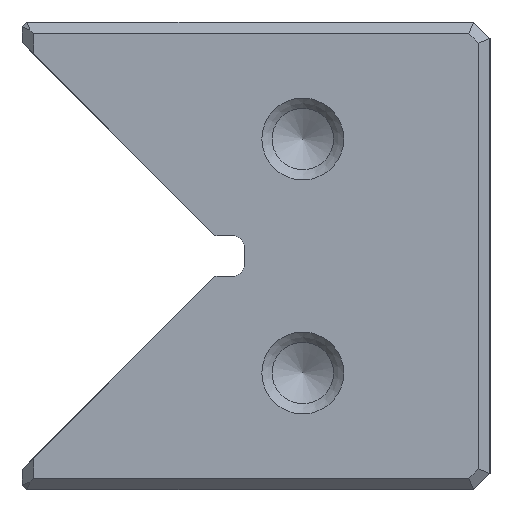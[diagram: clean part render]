
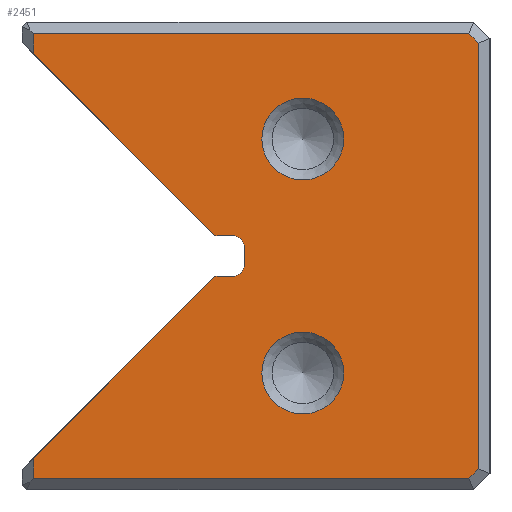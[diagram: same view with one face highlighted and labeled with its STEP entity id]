
A CAD part, left-side view. The second image highlights one B-rep face of the part: STEP entity #2451.
In plain terms, the highlighted planar face has unit normal (-1, 0, 0).
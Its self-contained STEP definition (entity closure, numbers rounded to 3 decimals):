
#2451=ADVANCED_FACE('',(#3113,#3114,#3115),#2808,.T.);
#2808=PLANE('',#8438);
#3046=CIRCLE('',#8434,3.5);
#3047=CIRCLE('',#8435,3.5);
#3048=CIRCLE('',#8436,1.);
#3049=CIRCLE('',#8437,1.);
#3113=FACE_BOUND('',#3235,.T.);
#3114=FACE_BOUND('',#3236,.T.);
#3115=FACE_BOUND('',#3237,.T.);
#3235=EDGE_LOOP('',(#4055));
#3236=EDGE_LOOP('',(#4056));
#3237=EDGE_LOOP('',(#4057,#4058,#4059,#4060,#4061,#4062,#4063,#4064,#4065,
#4066,#4067,#4068,#4069,#4070));
#4055=ORIENTED_EDGE('',*,*,#6439,.T.);
#4056=ORIENTED_EDGE('',*,*,#6440,.T.);
#4057=ORIENTED_EDGE('',*,*,#6441,.T.);
#4058=ORIENTED_EDGE('',*,*,#6442,.T.);
#4059=ORIENTED_EDGE('',*,*,#6443,.T.);
#4060=ORIENTED_EDGE('',*,*,#6444,.T.);
#4061=ORIENTED_EDGE('',*,*,#6445,.T.);
#4062=ORIENTED_EDGE('',*,*,#6446,.T.);
#4063=ORIENTED_EDGE('',*,*,#6447,.T.);
#4064=ORIENTED_EDGE('',*,*,#6448,.T.);
#4065=ORIENTED_EDGE('',*,*,#6449,.T.);
#4066=ORIENTED_EDGE('',*,*,#6450,.T.);
#4067=ORIENTED_EDGE('',*,*,#6451,.T.);
#4068=ORIENTED_EDGE('',*,*,#6452,.T.);
#4069=ORIENTED_EDGE('',*,*,#6453,.F.);
#4070=ORIENTED_EDGE('',*,*,#6454,.F.);
#5835=VERTEX_POINT('',#10747);
#5836=VERTEX_POINT('',#10749);
#5837=VERTEX_POINT('',#10751);
#5838=VERTEX_POINT('',#10752);
#5839=VERTEX_POINT('',#10754);
#5840=VERTEX_POINT('',#10756);
#5841=VERTEX_POINT('',#10758);
#5842=VERTEX_POINT('',#10760);
#5843=VERTEX_POINT('',#10762);
#5844=VERTEX_POINT('',#10764);
#5845=VERTEX_POINT('',#10766);
#5846=VERTEX_POINT('',#10768);
#5847=VERTEX_POINT('',#10770);
#5848=VERTEX_POINT('',#10772);
#5849=VERTEX_POINT('',#10774);
#5850=VERTEX_POINT('',#10776);
#6439=EDGE_CURVE('',#5835,#5835,#3046,.T.);
#6440=EDGE_CURVE('',#5836,#5836,#3047,.T.);
#6441=EDGE_CURVE('',#5837,#5838,#7249,.T.);
#6442=EDGE_CURVE('',#5838,#5839,#7250,.T.);
#6443=EDGE_CURVE('',#5839,#5840,#7251,.T.);
#6444=EDGE_CURVE('',#5840,#5841,#7252,.T.);
#6445=EDGE_CURVE('',#5841,#5842,#7253,.T.);
#6446=EDGE_CURVE('',#5842,#5843,#7254,.T.);
#6447=EDGE_CURVE('',#5843,#5844,#7255,.T.);
#6448=EDGE_CURVE('',#5844,#5845,#7256,.T.);
#6449=EDGE_CURVE('',#5845,#5846,#7257,.T.);
#6450=EDGE_CURVE('',#5846,#5847,#3048,.T.);
#6451=EDGE_CURVE('',#5847,#5848,#7258,.T.);
#6452=EDGE_CURVE('',#5848,#5849,#3049,.T.);
#6453=EDGE_CURVE('',#5850,#5849,#7259,.T.);
#6454=EDGE_CURVE('',#5837,#5850,#7260,.T.);
#7249=LINE('',#10750,#7919);
#7250=LINE('',#10753,#7920);
#7251=LINE('',#10755,#7921);
#7252=LINE('',#10757,#7922);
#7253=LINE('',#10759,#7923);
#7254=LINE('',#10761,#7924);
#7255=LINE('',#10763,#7925);
#7256=LINE('',#10765,#7926);
#7257=LINE('',#10767,#7927);
#7258=LINE('',#10771,#7928);
#7259=LINE('',#10775,#7929);
#7260=LINE('',#10777,#7930);
#7919=VECTOR('',#8917,1.);
#7920=VECTOR('',#8918,1.);
#7921=VECTOR('',#8919,1.);
#7922=VECTOR('',#8920,1.);
#7923=VECTOR('',#8921,1.);
#7924=VECTOR('',#8922,1.);
#7925=VECTOR('',#8923,1.);
#7926=VECTOR('',#8924,1.);
#7927=VECTOR('',#8925,1.);
#7928=VECTOR('',#8928,1.);
#7929=VECTOR('',#8931,1.);
#7930=VECTOR('',#8932,1.);
#8434=AXIS2_PLACEMENT_3D('',#10746,#8913,#8914);
#8435=AXIS2_PLACEMENT_3D('',#10748,#8915,#8916);
#8436=AXIS2_PLACEMENT_3D('',#10769,#8926,#8927);
#8437=AXIS2_PLACEMENT_3D('',#10773,#8929,#8930);
#8438=AXIS2_PLACEMENT_3D('',#10778,#8933,#8934);
#8913=DIRECTION('',(1.,0.,0.));
#8914=DIRECTION('',(0.,0.,1.));
#8915=DIRECTION('',(1.,0.,0.));
#8916=DIRECTION('',(0.,0.,1.));
#8917=DIRECTION('',(0.,0.,-1.));
#8918=DIRECTION('',(0.,-1.,0.));
#8919=DIRECTION('',(0.,-0.707,0.707));
#8920=DIRECTION('',(0.,0.,1.));
#8921=DIRECTION('',(0.,0.707,0.707));
#8922=DIRECTION('',(0.,1.,0.));
#8923=DIRECTION('',(0.,0.,-1.));
#8924=DIRECTION('',(0.,-0.707,-0.707));
#8925=DIRECTION('',(0.,-1.,0.));
#8926=DIRECTION('',(1.,0.,0.));
#8927=DIRECTION('',(0.,0.,1.));
#8928=DIRECTION('',(0.,0.,-1.));
#8929=DIRECTION('',(1.,0.,0.));
#8930=DIRECTION('',(0.,0.,1.));
#8931=DIRECTION('',(0.,-1.,0.));
#8932=DIRECTION('',(0.,-0.707,0.707));
#8933=DIRECTION('',(-1.,0.,0.));
#8934=DIRECTION('',(0.,0.,-1.));
#10746=CARTESIAN_POINT('',(0.,16.,30.));
#10747=CARTESIAN_POINT('',(0.,16.,33.5));
#10748=CARTESIAN_POINT('',(0.,16.,10.));
#10749=CARTESIAN_POINT('',(0.,16.,13.5));
#10750=CARTESIAN_POINT('',(0.,39.,0.));
#10751=CARTESIAN_POINT('',(0.,39.,2.758));
#10752=CARTESIAN_POINT('',(0.,39.,1.));
#10753=CARTESIAN_POINT('',(0.,20.,1.));
#10754=CARTESIAN_POINT('',(0.,1.814,1.));
#10755=CARTESIAN_POINT('',(0.,11.407,-8.593));
#10756=CARTESIAN_POINT('',(0.,1.,1.814));
#10757=CARTESIAN_POINT('',(0.,1.,0.));
#10758=CARTESIAN_POINT('',(0.,1.,38.186));
#10759=CARTESIAN_POINT('',(0.,-8.593,28.593));
#10760=CARTESIAN_POINT('',(0.,1.814,39.));
#10761=CARTESIAN_POINT('',(0.,20.,39.));
#10762=CARTESIAN_POINT('',(0.,39.,39.));
#10763=CARTESIAN_POINT('',(0.,39.,0.));
#10764=CARTESIAN_POINT('',(0.,39.,37.242));
#10765=CARTESIAN_POINT('',(0.,40.,38.242));
#10766=CARTESIAN_POINT('',(0.,23.508,21.75));
#10767=CARTESIAN_POINT('',(0.,21.,21.75));
#10768=CARTESIAN_POINT('',(0.,22.,21.75));
#10769=CARTESIAN_POINT('',(0.,22.,20.75));
#10770=CARTESIAN_POINT('',(0.,21.,20.75));
#10771=CARTESIAN_POINT('',(0.,21.,21.75));
#10772=CARTESIAN_POINT('',(0.,21.,19.25));
#10773=CARTESIAN_POINT('',(0.,22.,19.25));
#10774=CARTESIAN_POINT('',(0.,22.,18.25));
#10775=CARTESIAN_POINT('',(0.,21.,18.25));
#10776=CARTESIAN_POINT('',(0.,23.508,18.25));
#10777=CARTESIAN_POINT('',(0.,40.,1.758));
#10778=CARTESIAN_POINT('',(0.,20.,0.));
